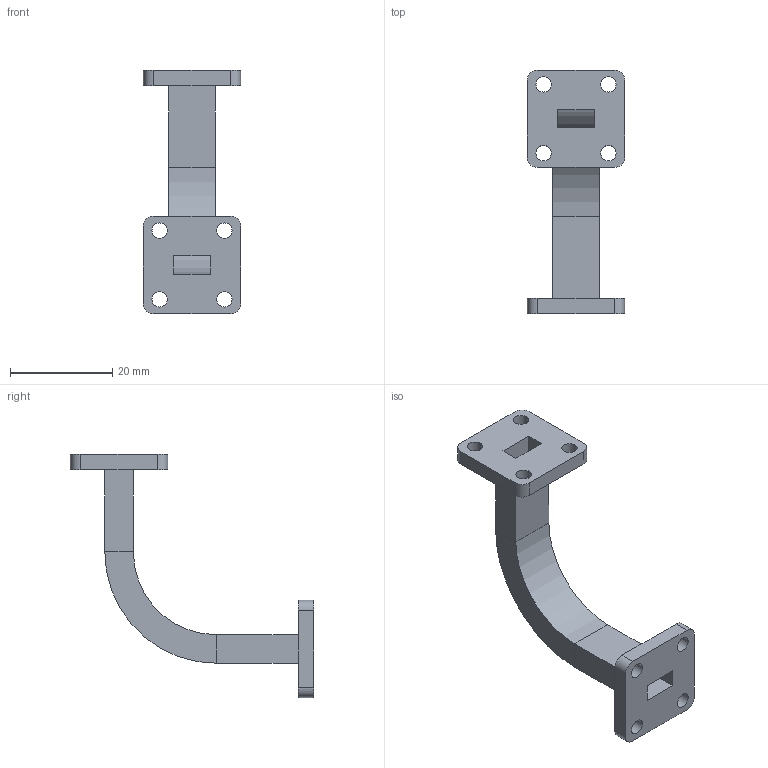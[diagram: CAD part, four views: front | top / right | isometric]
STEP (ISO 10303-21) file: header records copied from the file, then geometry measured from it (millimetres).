
FILE_DESCRIPTION (( 'STEP AP214' ), '1' );
FILE_NAME ('SMF-28EB-002_3D.step', '2023-06-08T18:37:31', ( '' ), ( '' ), 'SwSTEP 2.0', 'SolidWorks 2022', '' );
FILE_SCHEMA (( 'AUTOMOTIVE_DESIGN' ));
Length unit declared in the file: inch
Products named in the file (1): SMF-28EB-002_3D
Bounding box: 19.05 x 47.62 x 47.62 mm (x, y, z)
Volume: 3436 mm3; surface area: 5113.6 mm2
Topology: 1 solids, 1 shells, 60 faces, 152 edges, 96 vertices
Faces by surface type: plane 32, cylinder 28
Entity records: 1880 total; most frequent: DIRECTION 330, CARTESIAN_POINT 309, ORIENTED_EDGE 304, EDGE_CURVE 152, AXIS2_PLACEMENT_3D 117, LINE 96, VECTOR 96, VERTEX_POINT 96
